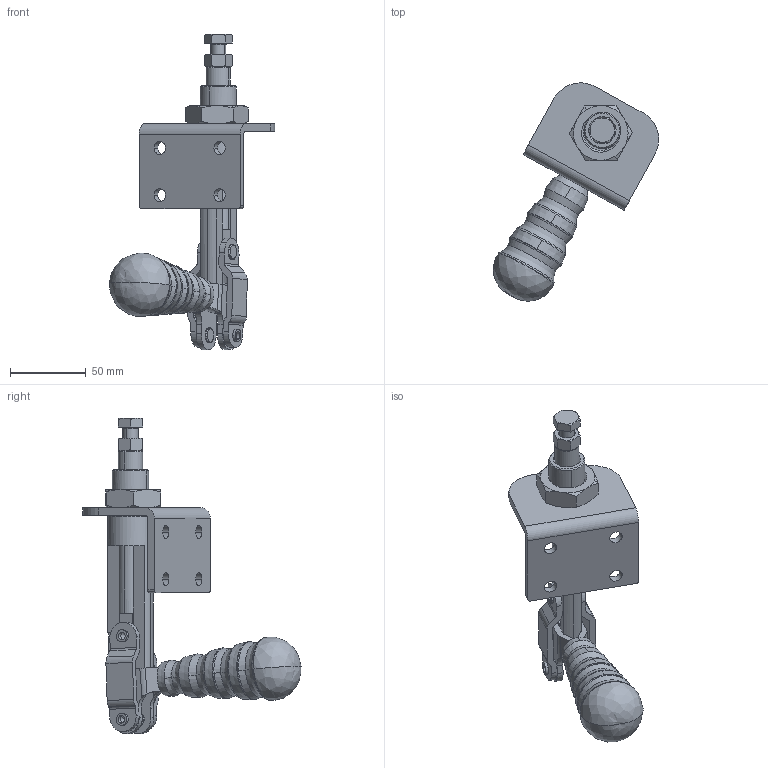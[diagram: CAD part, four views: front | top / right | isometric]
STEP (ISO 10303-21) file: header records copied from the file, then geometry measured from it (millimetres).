
FILE_DESCRIPTION((''),'2;1');
FILE_NAME('372-opened.stp','2005-09-28T08:54:34',('Kysilko'),(''),'Autodesk Inventor 8','Autodesk Inventor 8','');
FILE_SCHEMA(('AUTOMOTIVE_DESIGN { 1 0 10303 214 1 1 1 1 }'));
Length unit declared in the file: millimetre
Products named in the file (1): Part21
Bounding box: 109.02 x 143.66 x 207.83 mm (x, y, z)
Volume: 207943.7 mm3; surface area: 59862.6 mm2
Topology: 1 solids, 3 shells, 365 faces, 955 edges, 598 vertices
Faces by surface type: plane 106, cylinder 87, bspline 78, cone 70, torus 22, sphere 2
Entity records: 13339 total; most frequent: CARTESIAN_POINT 4517, DIRECTION 1897, ORIENTED_EDGE 1882, EDGE_CURVE 941, AXIS2_PLACEMENT_3D 758, VERTEX_POINT 598, CIRCLE 468, EDGE_LOOP 399
